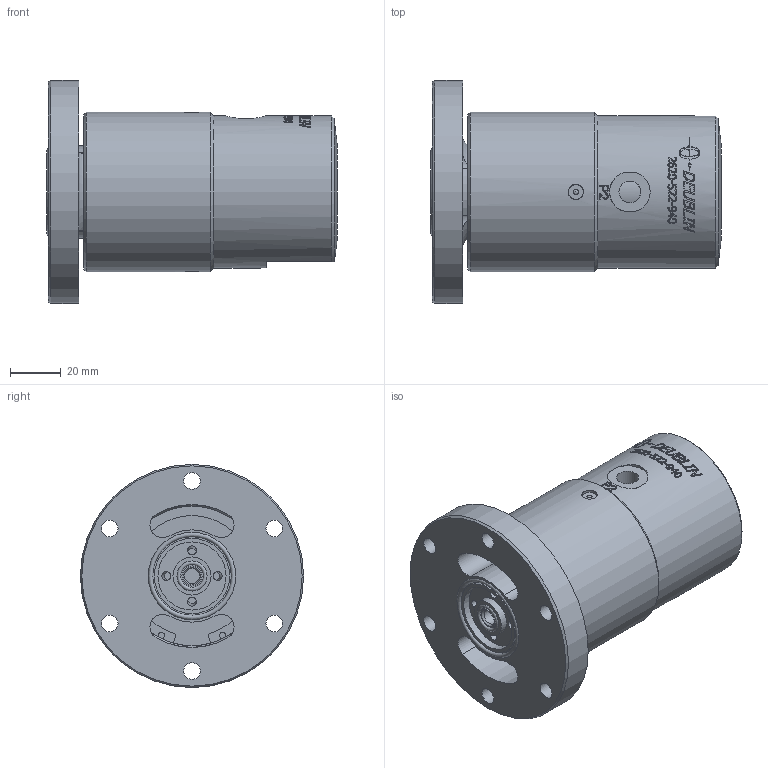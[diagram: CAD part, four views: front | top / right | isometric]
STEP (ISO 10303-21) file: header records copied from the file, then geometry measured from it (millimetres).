
FILE_DESCRIPTION(/* description */ (''),/* implementation_level */ '2;1');
FILE_NAME(/* name */ '2620-522-940-IC.stp',/* time_stamp */ '2020-05-17T18:05:15-05:00',/* author */ ('Moorera'),/* organization */ (''),/* preprocessor_version */ 'ST-DEVELOPER v18.1',/* originating_system */ 'Autodesk Inventor 2020',/* authorisation */ '');
FILE_SCHEMA (('AUTOMOTIVE_DESIGN { 1 0 10303 214 3 1 1 }'));
Products named in the file (1): 2620-522-940-IC
Bounding box: 114.48 x 88 x 88 mm (x, y, z)
Volume: 343624 mm3; surface area: 47447.4 mm2
Topology: 3 solids, 11 shells, 539 faces, 1417 edges, 949 vertices
Faces by surface type: bspline 222, plane 183, cylinder 109, cone 18, torus 5, sphere 2
Full cylindrical faces by diameter (mm): 2.5 x2, 3.5 x4, 5.75 x2, 6 x3, 6.6 x6, 7.9 x1, 8 x1, 8.566 x1, 11 x6, 11.9 x2, 14.95 x1, 15 x1, 26.9 x1, 29.7 x1, 34.5 x2, 35 x1, 35.2 x1, 54.95 x1, 55.009 x1, 55.1 x1, 57.99 x1, 60 x1, 62.8 x1, 88 x1
Entity records: 70489 total; most frequent: CARTESIAN_POINT 58080, ORIENTED_EDGE 2826, DIRECTION 2045, EDGE_CURVE 1413, VERTEX_POINT 949, AXIS2_PLACEMENT_3D 759, EDGE_LOOP 622, FACE_OUTER_BOUND 539
